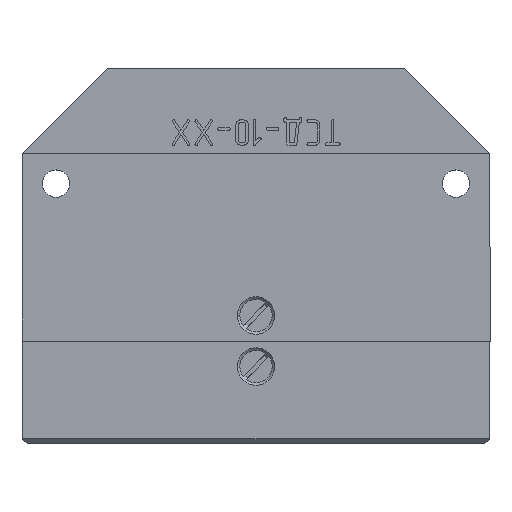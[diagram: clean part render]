
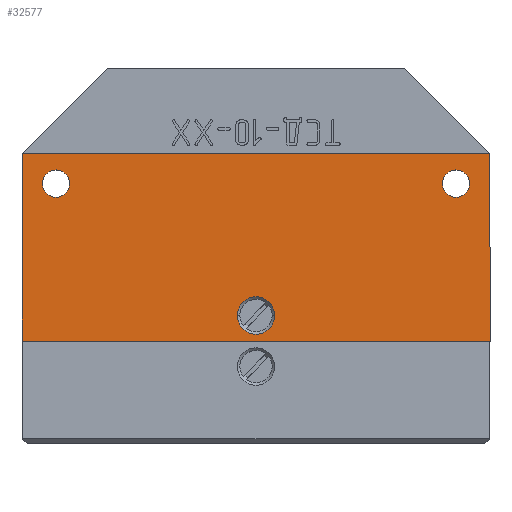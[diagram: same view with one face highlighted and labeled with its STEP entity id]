
A CAD part, top view. The second image highlights one B-rep face of the part: STEP entity #32577.
In plain terms, the highlighted planar face has unit normal (0, 0, 1).
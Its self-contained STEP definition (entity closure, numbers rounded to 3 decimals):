
#371 = DIRECTION ( 'NONE',  ( 0., -1., 0. ) ) ;
#412 = VERTEX_POINT ( 'NONE', #7257 ) ;
#421 = EDGE_LOOP ( 'NONE', ( #6146, #2687 ) ) ;
#1158 = VECTOR ( 'NONE', #6661, 1000. ) ;
#1307 = DIRECTION ( 'NONE',  ( 0., 0., 1. ) ) ;
#2231 = EDGE_CURVE ( 'NONE', #14607, #35545, #15252, .T. ) ;
#2604 = ORIENTED_EDGE ( 'NONE', *, *, #27136, .F. ) ;
#2687 = ORIENTED_EDGE ( 'NONE', *, *, #21939, .F. ) ;
#2714 = VERTEX_POINT ( 'NONE', #3237 ) ;
#2789 = CARTESIAN_POINT ( 'NONE',  ( -3.695, 0.799, 4.75 ) ) ;
#3054 = PLANE ( 'NONE',  #35083 ) ;
#3213 = AXIS2_PLACEMENT_3D ( 'NONE', #17769, #1307, #20513 ) ;
#3237 = CARTESIAN_POINT ( 'NONE',  ( 26.005, 19.799, 4.75 ) ) ;
#3430 = VECTOR ( 'NONE', #371, 1000. ) ;
#3940 = DIRECTION ( 'NONE',  ( 0., 0., 1. ) ) ;
#4568 = EDGE_LOOP ( 'NONE', ( #4694, #32291 ) ) ;
#4694 = ORIENTED_EDGE ( 'NONE', *, *, #2231, .F. ) ;
#4893 = AXIS2_PLACEMENT_3D ( 'NONE', #15227, #34548, #17995 ) ;
#5106 = CARTESIAN_POINT ( 'NONE',  ( -28.995, 19.799, 4.75 ) ) ;
#5972 = CARTESIAN_POINT ( 'NONE',  ( -28.995, -2.201, 4.75 ) ) ;
#6146 = ORIENTED_EDGE ( 'NONE', *, *, #35288, .F. ) ;
#6487 = CIRCLE ( 'NONE', #4893, 1.6 ) ;
#6661 = DIRECTION ( 'NONE',  ( 1., 0., 0. ) ) ;
#7020 = CARTESIAN_POINT ( 'NONE',  ( -24.995, 16.299, 4.75 ) ) ;
#7188 = ORIENTED_EDGE ( 'NONE', *, *, #18877, .F. ) ;
#7257 = CARTESIAN_POINT ( 'NONE',  ( 23.605, 16.299, 4.75 ) ) ;
#7625 = ORIENTED_EDGE ( 'NONE', *, *, #26089, .T. ) ;
#7907 = CIRCLE ( 'NONE', #15098, 1.6 ) ;
#7960 = CIRCLE ( 'NONE', #11932, 2.2 ) ;
#8716 = DIRECTION ( 'NONE',  ( 1., 0., 0. ) ) ;
#9809 = DIRECTION ( 'NONE',  ( 1., 0., 0. ) ) ;
#10026 = CARTESIAN_POINT ( 'NONE',  ( -23.395, 16.299, 4.75 ) ) ;
#10121 = VECTOR ( 'NONE', #19865, 1000. ) ;
#11041 = CARTESIAN_POINT ( 'NONE',  ( 0.705, 0.799, 4.75 ) ) ;
#11404 = CARTESIAN_POINT ( 'NONE',  ( 20.405, 16.299, 4.75 ) ) ;
#11772 = VECTOR ( 'NONE', #33662, 1000. ) ;
#11827 = EDGE_CURVE ( 'NONE', #22331, #2714, #31186, .T. ) ;
#11932 = AXIS2_PLACEMENT_3D ( 'NONE', #13618, #32848, #16352 ) ;
#12135 = EDGE_CURVE ( 'NONE', #35545, #14607, #7960, .T. ) ;
#12604 = FACE_OUTER_BOUND ( 'NONE', #17410, .T. ) ;
#13431 = FACE_BOUND ( 'NONE', #23266, .T. ) ;
#13437 = CARTESIAN_POINT ( 'NONE',  ( -28.995, -2.201, 4.75 ) ) ;
#13494 = CARTESIAN_POINT ( 'NONE',  ( -26.595, 16.299, 4.75 ) ) ;
#13534 = ORIENTED_EDGE ( 'NONE', *, *, #31061, .T. ) ;
#13618 = CARTESIAN_POINT ( 'NONE',  ( -1.495, 0.799, 4.75 ) ) ;
#14186 = CARTESIAN_POINT ( 'NONE',  ( -1.495, 0.799, 4.75 ) ) ;
#14607 = VERTEX_POINT ( 'NONE', #11041 ) ;
#15098 = AXIS2_PLACEMENT_3D ( 'NONE', #7020, #26214, #9809 ) ;
#15227 = CARTESIAN_POINT ( 'NONE',  ( -24.995, 16.299, 4.75 ) ) ;
#15252 = CIRCLE ( 'NONE', #20915, 2.2 ) ;
#15477 = VERTEX_POINT ( 'NONE', #13494 ) ;
#15834 = ORIENTED_EDGE ( 'NONE', *, *, #11827, .T. ) ;
#16352 = DIRECTION ( 'NONE',  ( 1., 0., 0. ) ) ;
#16945 = DIRECTION ( 'NONE',  ( 1., 0., 0. ) ) ;
#17326 = AXIS2_PLACEMENT_3D ( 'NONE', #20387, #3940, #23148 ) ;
#17410 = EDGE_LOOP ( 'NONE', ( #2604, #7625, #13534, #15834 ) ) ;
#17769 = CARTESIAN_POINT ( 'NONE',  ( 22.005, 16.299, 4.75 ) ) ;
#17995 = DIRECTION ( 'NONE',  ( 1., 0., 0. ) ) ;
#18877 = EDGE_CURVE ( 'NONE', #412, #27994, #28235, .T. ) ;
#19865 = DIRECTION ( 'NONE',  ( 0., 1., 0. ) ) ;
#20387 = CARTESIAN_POINT ( 'NONE',  ( 22.005, 16.299, 4.75 ) ) ;
#20513 = DIRECTION ( 'NONE',  ( 1., 0., 0. ) ) ;
#20915 = AXIS2_PLACEMENT_3D ( 'NONE', #14186, #33435, #16945 ) ;
#21939 = EDGE_CURVE ( 'NONE', #15477, #33842, #6487, .T. ) ;
#22331 = VERTEX_POINT ( 'NONE', #23961 ) ;
#23148 = DIRECTION ( 'NONE',  ( 1., 0., 0. ) ) ;
#23266 = EDGE_LOOP ( 'NONE', ( #7188, #29653 ) ) ;
#23961 = CARTESIAN_POINT ( 'NONE',  ( 26.005, -2.201, 4.75 ) ) ;
#25144 = DIRECTION ( 'NONE',  ( 0., 0., 1. ) ) ;
#25802 = CIRCLE ( 'NONE', #17326, 1.6 ) ;
#25834 = CARTESIAN_POINT ( 'NONE',  ( -28.995, 19.799, 4.75 ) ) ;
#26089 = EDGE_CURVE ( 'NONE', #32406, #32008, #31827, .T. ) ;
#26214 = DIRECTION ( 'NONE',  ( 0., 0., 1. ) ) ;
#26286 = FACE_BOUND ( 'NONE', #4568, .T. ) ;
#26345 = LINE ( 'NONE', #30909, #11772 ) ;
#27136 = EDGE_CURVE ( 'NONE', #32406, #2714, #29552, .T. ) ;
#27994 = VERTEX_POINT ( 'NONE', #11404 ) ;
#28235 = CIRCLE ( 'NONE', #3213, 1.6 ) ;
#28398 = CARTESIAN_POINT ( 'NONE',  ( 26.005, 29.799, 4.75 ) ) ;
#29552 = LINE ( 'NONE', #25834, #1158 ) ;
#29653 = ORIENTED_EDGE ( 'NONE', *, *, #33133, .F. ) ;
#30909 = CARTESIAN_POINT ( 'NONE',  ( -28.995, -2.201, 4.75 ) ) ;
#31061 = EDGE_CURVE ( 'NONE', #32008, #22331, #26345, .T. ) ;
#31186 = LINE ( 'NONE', #28398, #10121 ) ;
#31827 = LINE ( 'NONE', #33334, #3430 ) ;
#32008 = VERTEX_POINT ( 'NONE', #13437 ) ;
#32291 = ORIENTED_EDGE ( 'NONE', *, *, #12135, .F. ) ;
#32406 = VERTEX_POINT ( 'NONE', #5106 ) ;
#32577 = ADVANCED_FACE ( 'NONE', ( #26286, #12604, #34552, #13431 ), #3054, .T. ) ;
#32848 = DIRECTION ( 'NONE',  ( 0., 0., 1. ) ) ;
#33133 = EDGE_CURVE ( 'NONE', #27994, #412, #25802, .T. ) ;
#33334 = CARTESIAN_POINT ( 'NONE',  ( -28.995, 29.799, 4.75 ) ) ;
#33435 = DIRECTION ( 'NONE',  ( 0., 0., 1. ) ) ;
#33662 = DIRECTION ( 'NONE',  ( 1., 0., 0. ) ) ;
#33842 = VERTEX_POINT ( 'NONE', #10026 ) ;
#34548 = DIRECTION ( 'NONE',  ( 0., 0., 1. ) ) ;
#34552 = FACE_BOUND ( 'NONE', #421, .T. ) ;
#35083 = AXIS2_PLACEMENT_3D ( 'NONE', #5972, #25144, #8716 ) ;
#35288 = EDGE_CURVE ( 'NONE', #33842, #15477, #7907, .T. ) ;
#35545 = VERTEX_POINT ( 'NONE', #2789 ) ;
